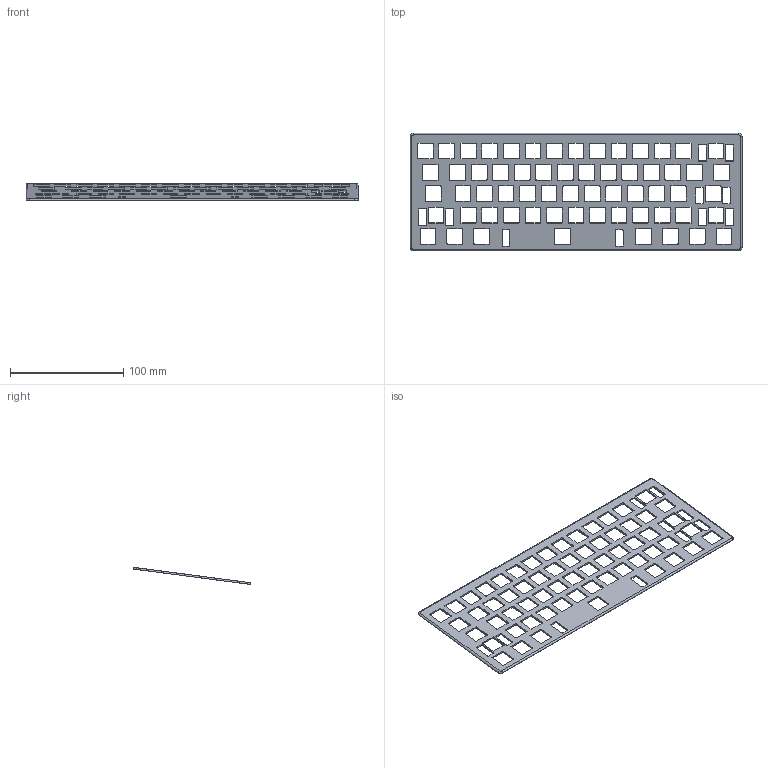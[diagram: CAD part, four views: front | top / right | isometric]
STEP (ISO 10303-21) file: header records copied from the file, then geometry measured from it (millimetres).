
FILE_DESCRIPTION(/* description */ (''),/* implementation_level */ '2;1');
FILE_NAME(/* name */ 'Top.step',/* time_stamp */ '2025-09-21T09:08:39+05:30',/* author */ (''),/* organization */ (''),/* preprocessor_version */ 'ST-DEVELOPER v20.1',/* originating_system */ 'Autodesk Translation Framework v14.17.0.0',/* authorisation */ '');
FILE_SCHEMA (('AUTOMOTIVE_DESIGN { 1 0 10303 214 3 1 1 }'));
Length unit declared in the file: millimetre
Products named in the file (1): Top
Bounding box: 293.73 x 104.23 x 15.03 mm (x, y, z)
Volume: 26144 mm3; surface area: 41823.1 mm2
Topology: 1 solids, 1 shells, 599 faces, 1783 edges, 1186 vertices
Faces by surface type: plane 297, cylinder 296, bspline 6
Entity records: 20713 total; most frequent: CARTESIAN_POINT 3723, DIRECTION 3569, ORIENTED_EDGE 3566, EDGE_CURVE 1783, AXIS2_PLACEMENT_3D 1194, VERTEX_POINT 1186, LINE 1181, VECTOR 1181
